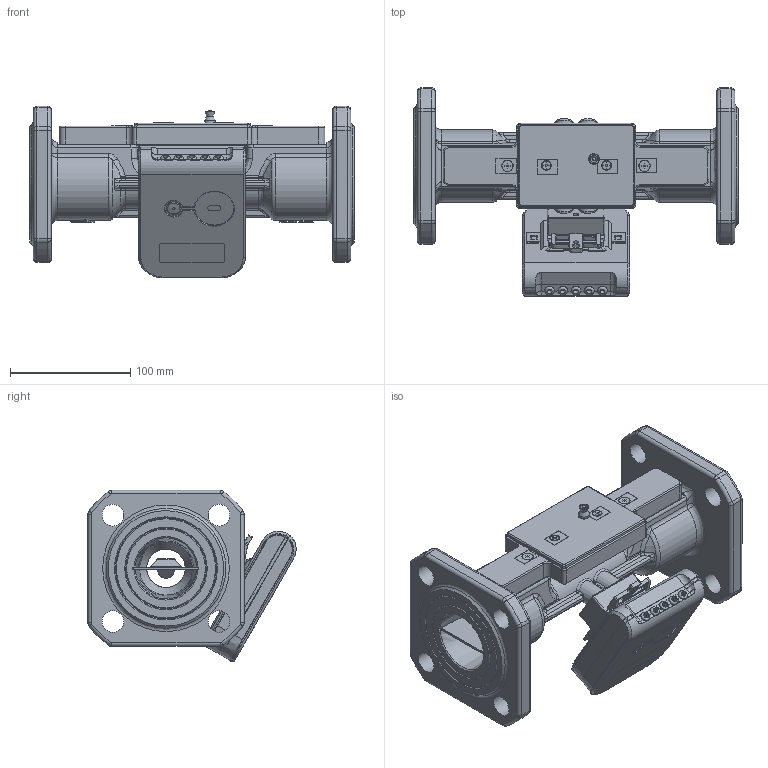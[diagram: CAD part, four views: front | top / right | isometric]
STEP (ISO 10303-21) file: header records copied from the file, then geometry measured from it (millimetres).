
FILE_DESCRIPTION((''),'2;1');
FILE_NAME('CALCOSONIC E-3; DN50.stp','2019-01-15T09:23:48',('Administrator'),(''),'Autodesk Inventor 2009','Autodesk Inventor 2009','');
FILE_SCHEMA(('AUTOMOTIVE_DESIGN { 1 0 10303 214 1 1 1 1 }'));
Length unit declared in the file: millimetre
Products named in the file (44): CALCOSONIC E-3; DN50; Laidas nuo UT-9 keitikliu_110-02; Ruožas su keitikliais Q15; L270; DN50; Savisriegis paslepta g.3.5x13; Korpusas Q15; L270; DN50; Gaubtas N4.37.00.01; Sraigtas pasl. g. M5 x 20; juodas anodavimas; Ivado sandariklis-1; Plokštelė-3; DIN 128 A4; Kabelis SIHF 2x2.5; Sraigtas pusapv.g. M4x6; Keitiklis M2; Protektorius M2; Epoksidas-2; Keramika ; Suderinimo sluoksnis D-16_1; Elektrinis kontaktas; Kontaktas; Laidas; Kontaktinis laidas; Demferis-Ketron_dabartinis; Veržlė-2-M1; Veidrodėlis štamp DN50-2; Termokembrikas 1.6; LAidas MGTF-012-DN50-1; O-ring 13x1.25; Dangtelis-lietas DN50-01; Garantinis lipdukas (17x12); Laikiklis; HEAT3_El_Blokas_be SMP; HEAT3_Base_V3.2_N11.0001.02.00; HEAT3_Holder_V3.2_N11.0001.03.00-03(Default); M12_Poverzle_DIN 125(MIN dimension); HEAT3_TOP_ASM_V3.33_N11.0001.01.00-04.SB; HEAT3_TOP_WINDOW_V3.2_N11.0001.01.03-03; HEAT3_TOP_WINDOW_V3.2_N11.0001.01.03-03_1; HEAT3_TOP_WINDOW_V3.2_N11.0001.01.03-03_2; HEAT3_TOP_WINDOW_V3.2_N11.0001.01.03-03_3; HEAT3_TOP_V3.33_N11.0001.01.01-05(Default) ...
Assembly tree (61 placements, depth 5):
  CALCOSONIC E-3; DN50
    Laidas nuo UT-9 keitikliu_110-02
    Ruožas su keitikliais Q15; L270; DN50
      Savisriegis paslepta g.3.5x13  x2
      Korpusas Q15; L270; DN50
      Gaubtas N4.37.00.01
      Sraigtas pasl. g. M5 x 20; juodas anodavimas  x2
      Ivado sandariklis-1
      Plokštelė-3
      DIN 128 A4  x2
      Sraigtas pusapv.g. M4x6  x2
      Kabelis SIHF 2x2.5
      Keitiklis M2  x2
        Protektorius M2
        Epoksidas-2
        Keramika 
        Suderinimo sluoksnis D-16_1
        Elektrinis kontaktas
          Kontaktas
          Laidas
        Kontaktinis laidas
        Demferis-Ketron_dabartinis
      Veržlė-2-M1  x2
      Veidrodėlis štamp DN50-2  x2
      Termokembrikas 1.6  x2
      LAidas MGTF-012-DN50-1  x2
      O-ring 13x1.25  x2
      Dangtelis-lietas DN50-01
      Garantinis lipdukas (17x12)  x4
      Laikiklis
    HEAT3_El_Blokas_be SMP
      HEAT3_Base_V3.2_N11.0001.02.00
      HEAT3_Holder_V3.2_N11.0001.03.00-03(Default)
      M12_Poverzle_DIN 125(MIN dimension)
      HEAT3_TOP_ASM_V3.33_N11.0001.01.00-04.SB
        HEAT3_TOP_WINDOW_V3.2_N11.0001.01.03-03
        HEAT3_TOP_WINDOW_V3.2_N11.0001.01.03-03_1
        HEAT3_TOP_WINDOW_V3.2_N11.0001.01.03-03_2
        HEAT3_TOP_WINDOW_V3.2_N11.0001.01.03-03_3
        HEAT3_TOP_V3.33_N11.0001.01.01-05(Default)
        HEAT3_TOP_TPE_V3.33_N11.0001.01.02-04
        HEAT3_TOP_TPE_V3.33_N11.0001.01.02-04_1
        HEAT3_TOP_TPE_V3.33_N11.0001.01.02-04_2
        HEAT3_TOP_TPE_V3.33_N11.0001.01.02-04_3
    Garantinis lipdukas (17x12)  x4
Bounding box: 270 x 173.28 x 142.77 mm (x, y, z)
Volume: 813050.9 mm3; surface area: 347491.2 mm2
Topology: 61 solids, 63 shells, 3838 faces, 9900 edges, 6317 vertices
Faces by surface type: plane 1953, bspline 869, cylinder 613, cone 272, torus 110, sphere 21
Full cylindrical faces by diameter (mm): 0.15 x8, 0.85 x2, 1.35 x4, 1.5 x9, 1.95 x2, 3 x1, 3.242 x2, 3.5 x2, 3.621 x2, 4 x9, 4.2 x5, 5 x6, 5.5 x4, 6 x10, 6.2 x1, 7.3 x2, 7.8 x1, 8 x7, 9 x1, 9.2 x2, 9.5 x2, 10.35 x2, 11.8 x2, 12 x5, 12.1 x2, 13 x5, 13.5 x1, 15.6 x2, 16 x2, 16.1 x2
Entity records: 218916 total; most frequent: CARTESIAN_POINT 136173, ORIENTED_EDGE 17625, DIRECTION 15074, EDGE_CURVE 8814, VERTEX_POINT 5715, VECTOR 5352, LINE 5352, AXIS2_PLACEMENT_3D 4861
